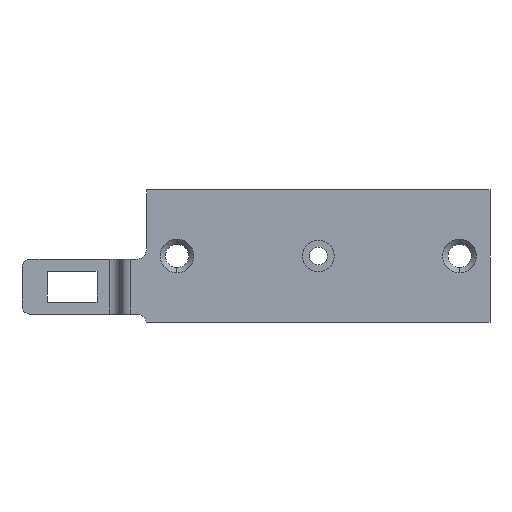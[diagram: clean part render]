
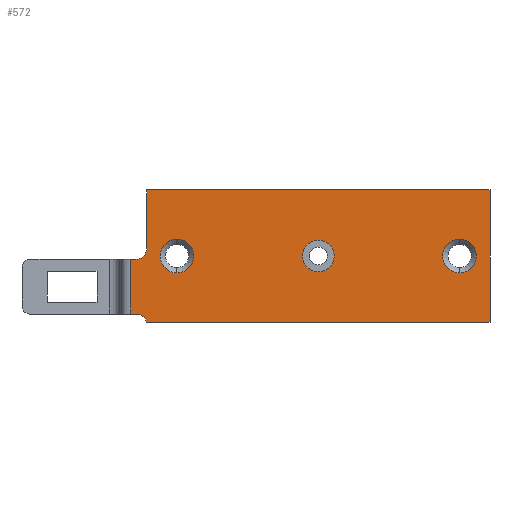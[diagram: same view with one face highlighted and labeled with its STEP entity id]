
A CAD part, front view. The second image highlights one B-rep face of the part: STEP entity #572.
In plain terms, the highlighted planar face has unit normal (0, -1, 0).
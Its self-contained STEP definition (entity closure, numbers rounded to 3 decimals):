
#30 = DIRECTION ( 'NONE',  ( 0., -1., 0. ) ) ;
#48 = FACE_BOUND ( 'NONE', #293, .T. ) ;
#56 = CARTESIAN_POINT ( 'NONE',  ( -5., 0., -23.488 ) ) ;
#66 = VERTEX_POINT ( 'NONE', #289 ) ;
#69 = EDGE_CURVE ( 'NONE', #650, #229, #831, .T. ) ;
#74 = ORIENTED_EDGE ( 'NONE', *, *, #611, .F. ) ;
#83 = EDGE_CURVE ( 'NONE', #258, #873, #1736, .T. ) ;
#150 = DIRECTION ( 'NONE',  ( 0., 0., -1. ) ) ;
#155 = CARTESIAN_POINT ( 'NONE',  ( 59.25, 0., -9.3 ) ) ;
#175 = PLANE ( 'NONE',  #1506 ) ;
#189 = VERTEX_POINT ( 'NONE', #632 ) ;
#194 = CARTESIAN_POINT ( 'NONE',  ( 0., 0., 0. ) ) ;
#226 = VERTEX_POINT ( 'NONE', #1067 ) ;
#229 = VERTEX_POINT ( 'NONE', #652 ) ;
#251 = CARTESIAN_POINT ( 'NONE',  ( 0., 0., -11.158 ) ) ;
#258 = VERTEX_POINT ( 'NONE', #251 ) ;
#289 = CARTESIAN_POINT ( 'NONE',  ( 0., 0., -25. ) ) ;
#293 = EDGE_LOOP ( 'NONE', ( #467, #555 ) ) ;
#330 = DIRECTION ( 'NONE',  ( 0., 0., 1. ) ) ;
#332 = VECTOR ( 'NONE', #687, 1000. ) ;
#334 = VECTOR ( 'NONE', #820, 1000. ) ;
#342 = ORIENTED_EDGE ( 'NONE', *, *, #83, .F. ) ;
#347 = DIRECTION ( 'NONE',  ( 0., 0., -1. ) ) ;
#361 = EDGE_CURVE ( 'NONE', #762, #226, #656, .T. ) ;
#365 = CIRCLE ( 'NONE', #1648, 3.2 ) ;
#406 = EDGE_CURVE ( 'NONE', #1752, #66, #1381, .T. ) ;
#434 = DIRECTION ( 'NONE',  ( 0., 1., 0. ) ) ;
#460 = EDGE_LOOP ( 'NONE', ( #956, #1238 ) ) ;
#465 = CARTESIAN_POINT ( 'NONE',  ( 0., 0., 0. ) ) ;
#466 = CARTESIAN_POINT ( 'NONE',  ( 32.5, 0., -15.5 ) ) ;
#467 = ORIENTED_EDGE ( 'NONE', *, *, #361, .T. ) ;
#497 = EDGE_CURVE ( 'NONE', #1366, #1635, #837, .T. ) ;
#505 = ORIENTED_EDGE ( 'NONE', *, *, #1316, .T. ) ;
#512 = VERTEX_POINT ( 'NONE', #721 ) ;
#514 = AXIS2_PLACEMENT_3D ( 'NONE', #1255, #1391, #543 ) ;
#521 = EDGE_CURVE ( 'NONE', #1376, #229, #1313, .T. ) ;
#525 = EDGE_LOOP ( 'NONE', ( #1336, #606, #528, #1360, #1350, #1226, #74, #342, #505 ) ) ;
#528 = ORIENTED_EDGE ( 'NONE', *, *, #521, .F. ) ;
#534 = DIRECTION ( 'NONE',  ( 0., 1., 0. ) ) ;
#538 = AXIS2_PLACEMENT_3D ( 'NONE', #565, #434, #557 ) ;
#539 = CARTESIAN_POINT ( 'NONE',  ( 5.75, 0., -12.5 ) ) ;
#543 = DIRECTION ( 'NONE',  ( 0., 0., -1. ) ) ;
#552 = CARTESIAN_POINT ( 'NONE',  ( -3., 0., 0. ) ) ;
#555 = ORIENTED_EDGE ( 'NONE', *, *, #880, .T. ) ;
#557 = DIRECTION ( 'NONE',  ( 0., 0., -1. ) ) ;
#560 = CIRCLE ( 'NONE', #1434, 3.2 ) ;
#563 = VERTEX_POINT ( 'NONE', #1006 ) ;
#565 = CARTESIAN_POINT ( 'NONE',  ( 5.75, 0., -12.5 ) ) ;
#567 = VECTOR ( 'NONE', #150, 1000. ) ;
#572 = ADVANCED_FACE ( 'NONE', ( #1305, #48, #907, #1179 ), #175, .T. ) ;
#573 = CARTESIAN_POINT ( 'NONE',  ( 5.75, 0., -15.7 ) ) ;
#582 = DIRECTION ( 'NONE',  ( 0., -1., 0. ) ) ;
#606 = ORIENTED_EDGE ( 'NONE', *, *, #69, .T. ) ;
#611 = EDGE_CURVE ( 'NONE', #873, #189, #875, .T. ) ;
#621 = DIRECTION ( 'NONE',  ( 0., 0., -1. ) ) ;
#632 = CARTESIAN_POINT ( 'NONE',  ( 65., 0., 0. ) ) ;
#644 = DIRECTION ( 'NONE',  ( 0., 1., 0. ) ) ;
#650 = VERTEX_POINT ( 'NONE', #1467 ) ;
#652 = CARTESIAN_POINT ( 'NONE',  ( -3., 0., -23.488 ) ) ;
#656 = CIRCLE ( 'NONE', #538, 3.2 ) ;
#687 = DIRECTION ( 'NONE',  ( -1., 0., 0. ) ) ;
#688 = LINE ( 'NONE', #841, #334 ) ;
#721 = CARTESIAN_POINT ( 'NONE',  ( -2., 0., -13.158 ) ) ;
#729 = CARTESIAN_POINT ( 'NONE',  ( -1.94, 0., -23.488 ) ) ;
#762 = VERTEX_POINT ( 'NONE', #573 ) ;
#766 = ORIENTED_EDGE ( 'NONE', *, *, #497, .F. ) ;
#784 = EDGE_LOOP ( 'NONE', ( #766, #1625 ) ) ;
#820 = DIRECTION ( 'NONE',  ( 1., 0., 0. ) ) ;
#831 = LINE ( 'NONE', #552, #567 ) ;
#837 = CIRCLE ( 'NONE', #1589, 3. ) ;
#841 = CARTESIAN_POINT ( 'NONE',  ( -5., 0., -13.158 ) ) ;
#851 = CARTESIAN_POINT ( 'NONE',  ( 0., 0., 0. ) ) ;
#873 = VERTEX_POINT ( 'NONE', #851 ) ;
#874 = CARTESIAN_POINT ( 'NONE',  ( 65., 0., -25. ) ) ;
#875 = LINE ( 'NONE', #465, #1616 ) ;
#880 = EDGE_CURVE ( 'NONE', #226, #762, #560, .T. ) ;
#907 = FACE_BOUND ( 'NONE', #784, .T. ) ;
#925 = AXIS2_PLACEMENT_3D ( 'NONE', #1068, #644, #621 ) ;
#933 = CARTESIAN_POINT ( 'NONE',  ( 32.5, 0., -9.5 ) ) ;
#946 = VECTOR ( 'NONE', #1385, 1000. ) ;
#956 = ORIENTED_EDGE ( 'NONE', *, *, #1276, .T. ) ;
#971 = CARTESIAN_POINT ( 'NONE',  ( 65., 0., 0. ) ) ;
#996 = DIRECTION ( 'NONE',  ( 0., 0., -1. ) ) ;
#1006 = CARTESIAN_POINT ( 'NONE',  ( 59.25, 0., -15.7 ) ) ;
#1019 = EDGE_CURVE ( 'NONE', #189, #1752, #1234, .T. ) ;
#1048 = DIRECTION ( 'NONE',  ( -1., 0., 0. ) ) ;
#1067 = CARTESIAN_POINT ( 'NONE',  ( 5.75, 0., -9.3 ) ) ;
#1068 = CARTESIAN_POINT ( 'NONE',  ( -1.94, 0., -25.488 ) ) ;
#1073 = VECTOR ( 'NONE', #1048, 1000. ) ;
#1097 = DIRECTION ( 'NONE',  ( 0., 0., -1. ) ) ;
#1104 = EDGE_CURVE ( 'NONE', #1376, #66, #1679, .T. ) ;
#1105 = DIRECTION ( 'NONE',  ( 0., 0., -1. ) ) ;
#1155 = CARTESIAN_POINT ( 'NONE',  ( 59.25, 0., -12.5 ) ) ;
#1156 = AXIS2_PLACEMENT_3D ( 'NONE', #1782, #534, #1097 ) ;
#1166 = CARTESIAN_POINT ( 'NONE',  ( 0., 0., 0. ) ) ;
#1179 = FACE_OUTER_BOUND ( 'NONE', #525, .T. ) ;
#1186 = VERTEX_POINT ( 'NONE', #155 ) ;
#1217 = CIRCLE ( 'NONE', #514, 3.2 ) ;
#1226 = ORIENTED_EDGE ( 'NONE', *, *, #1019, .F. ) ;
#1227 = DIRECTION ( 'NONE',  ( 1., 0., 0. ) ) ;
#1234 = LINE ( 'NONE', #971, #946 ) ;
#1238 = ORIENTED_EDGE ( 'NONE', *, *, #1363, .T. ) ;
#1255 = CARTESIAN_POINT ( 'NONE',  ( 59.25, 0., -12.5 ) ) ;
#1261 = EDGE_CURVE ( 'NONE', #650, #512, #688, .T. ) ;
#1276 = EDGE_CURVE ( 'NONE', #563, #1186, #1217, .T. ) ;
#1296 = CARTESIAN_POINT ( 'NONE',  ( 32.5, 0., -12.5 ) ) ;
#1302 = CIRCLE ( 'NONE', #1653, 3. ) ;
#1305 = FACE_BOUND ( 'NONE', #460, .T. ) ;
#1313 = LINE ( 'NONE', #56, #1073 ) ;
#1314 = CARTESIAN_POINT ( 'NONE',  ( 32.5, 0., -12.5 ) ) ;
#1316 = EDGE_CURVE ( 'NONE', #258, #512, #1442, .T. ) ;
#1336 = ORIENTED_EDGE ( 'NONE', *, *, #1261, .F. ) ;
#1350 = ORIENTED_EDGE ( 'NONE', *, *, #406, .F. ) ;
#1360 = ORIENTED_EDGE ( 'NONE', *, *, #1104, .T. ) ;
#1363 = EDGE_CURVE ( 'NONE', #1186, #563, #365, .T. ) ;
#1366 = VERTEX_POINT ( 'NONE', #466 ) ;
#1376 = VERTEX_POINT ( 'NONE', #729 ) ;
#1381 = LINE ( 'NONE', #1554, #332 ) ;
#1385 = DIRECTION ( 'NONE',  ( 0., 0., -1. ) ) ;
#1391 = DIRECTION ( 'NONE',  ( 0., 1., 0. ) ) ;
#1401 = DIRECTION ( 'NONE',  ( 0., 1., 0. ) ) ;
#1434 = AXIS2_PLACEMENT_3D ( 'NONE', #539, #1401, #1105 ) ;
#1442 = CIRCLE ( 'NONE', #1156, 2. ) ;
#1451 = DIRECTION ( 'NONE',  ( 0., -1., 0. ) ) ;
#1465 = DIRECTION ( 'NONE',  ( 0., 0., -1. ) ) ;
#1467 = CARTESIAN_POINT ( 'NONE',  ( -3., 0., -13.158 ) ) ;
#1506 = AXIS2_PLACEMENT_3D ( 'NONE', #194, #582, #1569 ) ;
#1554 = CARTESIAN_POINT ( 'NONE',  ( 0., 0., -25. ) ) ;
#1569 = DIRECTION ( 'NONE',  ( 0., 0., -1. ) ) ;
#1589 = AXIS2_PLACEMENT_3D ( 'NONE', #1296, #30, #347 ) ;
#1607 = EDGE_CURVE ( 'NONE', #1635, #1366, #1302, .T. ) ;
#1616 = VECTOR ( 'NONE', #1227, 1000. ) ;
#1625 = ORIENTED_EDGE ( 'NONE', *, *, #1607, .F. ) ;
#1635 = VERTEX_POINT ( 'NONE', #933 ) ;
#1648 = AXIS2_PLACEMENT_3D ( 'NONE', #1155, #1684, #996 ) ;
#1653 = AXIS2_PLACEMENT_3D ( 'NONE', #1314, #1451, #1465 ) ;
#1679 = CIRCLE ( 'NONE', #925, 2. ) ;
#1684 = DIRECTION ( 'NONE',  ( 0., 1., 0. ) ) ;
#1736 = LINE ( 'NONE', #1166, #1790 ) ;
#1752 = VERTEX_POINT ( 'NONE', #874 ) ;
#1782 = CARTESIAN_POINT ( 'NONE',  ( -2., 0., -11.158 ) ) ;
#1790 = VECTOR ( 'NONE', #330, 1000. ) ;
